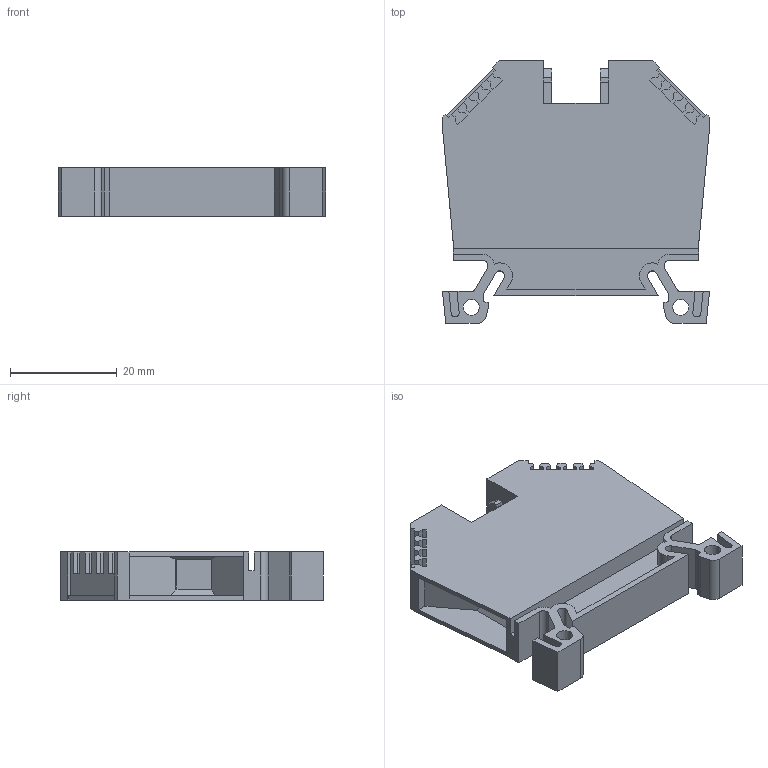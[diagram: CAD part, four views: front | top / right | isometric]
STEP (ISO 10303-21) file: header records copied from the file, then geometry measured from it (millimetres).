
FILE_DESCRIPTION (( 'STEP AP214' ), '1' );
FILE_NAME ('43402_DN-T6.STEP', '2014-05-14T14:45:12', ( '' ), ( '' ), 'SwSTEP 2.0', 'SolidWorks 2013', '' );
FILE_SCHEMA (( 'AUTOMOTIVE_DESIGN' ));
Length unit declared in the file: millimetre
Products named in the file (1): 43402_DN-T6
Bounding box: 50.06 x 49.2 x 9 mm (x, y, z)
Volume: 12454.5 mm3; surface area: 8726.6 mm2
Topology: 1 solids, 4 shells, 272 faces, 779 edges, 522 vertices
Faces by surface type: plane 213, cylinder 33, bspline 18, cone 8
Entity records: 12402 total; most frequent: CARTESIAN_POINT 2388, ORIENTED_EDGE 1558, DIRECTION 1355, EDGE_CURVE 779, VECTOR 641, LINE 641, VERTEX_POINT 522, AXIS2_PLACEMENT_3D 357
